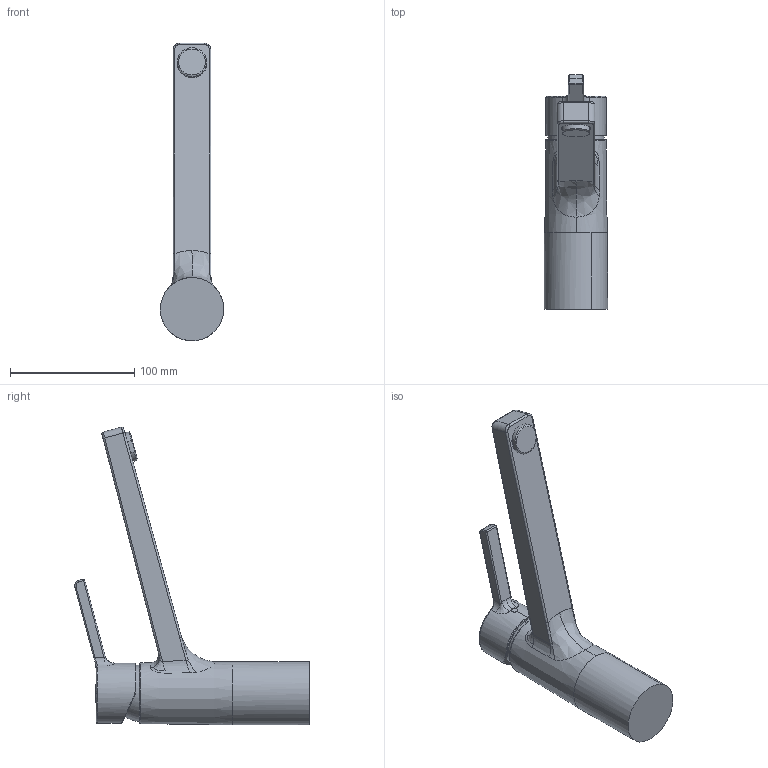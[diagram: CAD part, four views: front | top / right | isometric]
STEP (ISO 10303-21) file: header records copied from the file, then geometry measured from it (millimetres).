
FILE_DESCRIPTION (( 'STEP AP203' ), '1' );
FILE_NAME ('49142203.STEP', '2018-05-08T07:41:23', ( '' ), ( '' ), 'SwSTEP 2.0', 'SolidWorks 2016', '' );
FILE_SCHEMA (( 'CONFIG_CONTROL_DESIGN' ));
Length unit declared in the file: millimetre
Products named in the file (1): 49142203
Bounding box: 50.99 x 188.96 x 239.85 mm (x, y, z)
Volume: 465629.7 mm3; surface area: 53060.2 mm2
Topology: 1 solids, 1 shells, 106 faces, 258 edges, 152 vertices
Faces by surface type: bspline 51, cylinder 27, plane 17, cone 6, torus 3, sphere 2
Entity records: 8146 total; most frequent: CARTESIAN_POINT 6101, ORIENTED_EDGE 500, EDGE_CURVE 250, DIRECTION 242, B_SPLINE_CURVE_WITH_KNOTS 156, VERTEX_POINT 150, EDGE_LOOP 110, FACE_OUTER_BOUND 106
